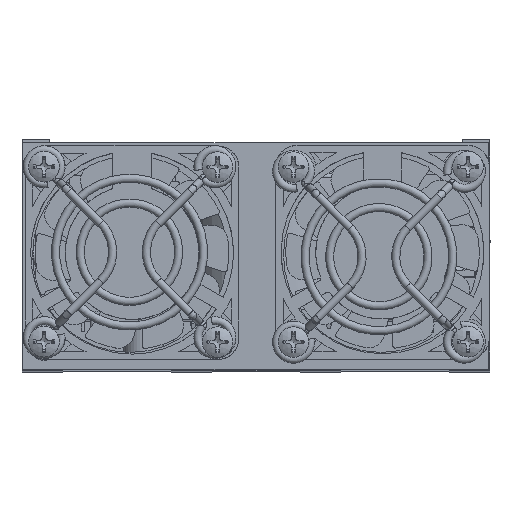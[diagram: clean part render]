
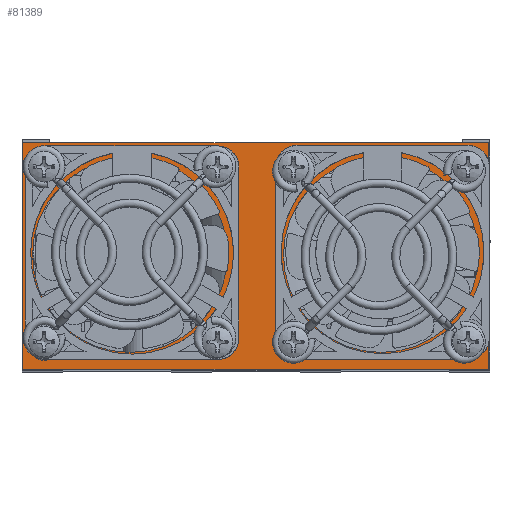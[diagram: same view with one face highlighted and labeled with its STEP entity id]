
A CAD part, top view. The second image highlights one B-rep face of the part: STEP entity #81389.
In plain terms, the highlighted planar face has unit normal (0, 0, 1).
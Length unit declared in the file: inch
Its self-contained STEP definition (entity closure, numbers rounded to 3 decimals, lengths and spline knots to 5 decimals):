
#80907=CARTESIAN_POINT('',(3.35875,0.844,0.063));
#80908=VERTEX_POINT('',#80907);
#80909=CARTESIAN_POINT('',(2.64,0.844,0.063));
#80910=DIRECTION('',(0.0,0.0,-1.0));
#80911=DIRECTION('',(-1.0,0.0,0.0));
#80912=AXIS2_PLACEMENT_3D('',#80909,#80910,#80911);
#80913=CIRCLE('',#80912,0.71875);
#80914=EDGE_CURVE('',#80908,#80908,#80913,.T.);
#80935=CARTESIAN_POINT('',(1.50875,0.844,0.063));
#80936=VERTEX_POINT('',#80935);
#80937=CARTESIAN_POINT('',(0.79,0.844,0.063));
#80938=DIRECTION('',(0.0,0.0,-1.0));
#80939=DIRECTION('',(-1.0,0.0,0.0));
#80940=AXIS2_PLACEMENT_3D('',#80937,#80938,#80939);
#80941=CIRCLE('',#80940,0.71875);
#80942=EDGE_CURVE('',#80936,#80936,#80941,.T.);
#80963=CARTESIAN_POINT('',(3.36694,0.18,0.063));
#80964=VERTEX_POINT('',#80963);
#80965=CARTESIAN_POINT('',(3.281,0.18,0.063));
#80966=DIRECTION('',(0.0,0.0,-1.0));
#80967=DIRECTION('',(-1.0,0.0,0.0));
#80968=AXIS2_PLACEMENT_3D('',#80965,#80966,#80967);
#80969=CIRCLE('',#80968,0.08594);
#80970=EDGE_CURVE('',#80964,#80964,#80969,.T.);
#80991=CARTESIAN_POINT('',(3.36694,1.492,0.063));
#80992=VERTEX_POINT('',#80991);
#80993=CARTESIAN_POINT('',(3.281,1.492,0.063));
#80994=DIRECTION('',(0.0,0.0,-1.0));
#80995=DIRECTION('',(-1.0,0.0,0.0));
#80996=AXIS2_PLACEMENT_3D('',#80993,#80994,#80995);
#80997=CIRCLE('',#80996,0.08594);
#80998=EDGE_CURVE('',#80992,#80992,#80997,.T.);
#81019=CARTESIAN_POINT('',(0.24194,0.18,0.063));
#81020=VERTEX_POINT('',#81019);
#81021=CARTESIAN_POINT('',(0.156,0.18,0.063));
#81022=DIRECTION('',(0.0,0.0,-1.0));
#81023=DIRECTION('',(-1.0,0.0,0.0));
#81024=AXIS2_PLACEMENT_3D('',#81021,#81022,#81023);
#81025=CIRCLE('',#81024,0.08594);
#81026=EDGE_CURVE('',#81020,#81020,#81025,.T.);
#81047=CARTESIAN_POINT('',(0.24194,1.492,0.063));
#81048=VERTEX_POINT('',#81047);
#81049=CARTESIAN_POINT('',(0.156,1.492,0.063));
#81050=DIRECTION('',(0.0,0.0,-1.0));
#81051=DIRECTION('',(-1.0,0.0,0.0));
#81052=AXIS2_PLACEMENT_3D('',#81049,#81050,#81051);
#81053=CIRCLE('',#81052,0.08594);
#81054=EDGE_CURVE('',#81048,#81048,#81053,.T.);
#81075=CARTESIAN_POINT('',(2.04969,0.199,0.063));
#81076=VERTEX_POINT('',#81075);
#81077=CARTESIAN_POINT('',(1.995,0.199,0.063));
#81078=DIRECTION('',(0.0,0.0,-1.0));
#81079=DIRECTION('',(-1.0,0.0,0.0));
#81080=AXIS2_PLACEMENT_3D('',#81077,#81078,#81079);
#81081=CIRCLE('',#81080,0.05469);
#81082=EDGE_CURVE('',#81076,#81076,#81081,.T.);
#81103=CARTESIAN_POINT('',(2.04969,1.489,0.063));
#81104=VERTEX_POINT('',#81103);
#81105=CARTESIAN_POINT('',(1.995,1.489,0.063));
#81106=DIRECTION('',(0.0,0.0,-1.0));
#81107=DIRECTION('',(-1.0,0.0,0.0));
#81108=AXIS2_PLACEMENT_3D('',#81105,#81106,#81107);
#81109=CIRCLE('',#81108,0.05469);
#81110=EDGE_CURVE('',#81104,#81104,#81109,.T.);
#81131=CARTESIAN_POINT('',(1.48969,0.199,0.063));
#81132=VERTEX_POINT('',#81131);
#81133=CARTESIAN_POINT('',(1.435,0.199,0.063));
#81134=DIRECTION('',(0.0,0.0,-1.0));
#81135=DIRECTION('',(-1.0,0.0,0.0));
#81136=AXIS2_PLACEMENT_3D('',#81133,#81134,#81135);
#81137=CIRCLE('',#81136,0.05469);
#81138=EDGE_CURVE('',#81132,#81132,#81137,.T.);
#81159=CARTESIAN_POINT('',(1.48969,1.489,0.063));
#81160=VERTEX_POINT('',#81159);
#81161=CARTESIAN_POINT('',(1.435,1.489,0.063));
#81162=DIRECTION('',(0.0,0.0,-1.0));
#81163=DIRECTION('',(-1.0,0.0,0.0));
#81164=AXIS2_PLACEMENT_3D('',#81161,#81162,#81163);
#81165=CIRCLE('',#81164,0.05469);
#81166=EDGE_CURVE('',#81160,#81160,#81165,.T.);
#81187=CARTESIAN_POINT('',(0.0,0.0,0.063));
#81188=VERTEX_POINT('',#81187);
#81189=CARTESIAN_POINT('',(0.,1.671,0.063));
#81190=VERTEX_POINT('',#81189);
#81191=CARTESIAN_POINT('',(0.0,0.0,0.063));
#81192=DIRECTION('',(0.0,1.0,0.0));
#81193=VECTOR('',#81192,1.671);
#81194=LINE('',#81191,#81193);
#81195=EDGE_CURVE('',#81188,#81190,#81194,.T.);
#81227=CARTESIAN_POINT('',(3.43,1.671,0.063));
#81228=VERTEX_POINT('',#81227);
#81229=CARTESIAN_POINT('',(0.,1.671,0.063));
#81230=DIRECTION('',(1.0,0.0,0.0));
#81231=VECTOR('',#81230,3.43);
#81232=LINE('',#81229,#81231);
#81233=EDGE_CURVE('',#81190,#81228,#81232,.T.);
#81258=CARTESIAN_POINT('',(3.43,0.0,0.063));
#81259=VERTEX_POINT('',#81258);
#81260=CARTESIAN_POINT('',(3.43,1.671,0.063));
#81261=DIRECTION('',(0.0,-1.0,0.0));
#81262=VECTOR('',#81261,1.671);
#81263=LINE('',#81260,#81262);
#81264=EDGE_CURVE('',#81228,#81259,#81263,.T.);
#81289=CARTESIAN_POINT('',(3.43,0.0,0.063));
#81290=DIRECTION('',(-1.0,0.0,0.0));
#81291=VECTOR('',#81290,3.43);
#81292=LINE('',#81289,#81291);
#81293=EDGE_CURVE('',#81259,#81188,#81292,.T.);
#81348=CARTESIAN_POINT('',(1.715,0.8355,0.063));
#81349=DIRECTION('',(0.0,0.0,1.0));
#81350=DIRECTION('',(1.0,0.0,0.0));
#81351=AXIS2_PLACEMENT_3D('',#81348,#81349,#81350);
#81352=PLANE('',#81351);
#81353=ORIENTED_EDGE('',*,*,#81195,.F.);
#81354=ORIENTED_EDGE('',*,*,#81293,.F.);
#81355=ORIENTED_EDGE('',*,*,#81264,.F.);
#81356=ORIENTED_EDGE('',*,*,#81233,.F.);
#81357=EDGE_LOOP('',(#81353,#81354,#81355,#81356));
#81358=FACE_OUTER_BOUND('',#81357,.T.);
#81359=ORIENTED_EDGE('',*,*,#80914,.T.);
#81360=EDGE_LOOP('',(#81359));
#81361=FACE_BOUND('',#81360,.T.);
#81362=ORIENTED_EDGE('',*,*,#80942,.T.);
#81363=EDGE_LOOP('',(#81362));
#81364=FACE_BOUND('',#81363,.T.);
#81365=ORIENTED_EDGE('',*,*,#80970,.T.);
#81366=EDGE_LOOP('',(#81365));
#81367=FACE_BOUND('',#81366,.T.);
#81368=ORIENTED_EDGE('',*,*,#80998,.T.);
#81369=EDGE_LOOP('',(#81368));
#81370=FACE_BOUND('',#81369,.T.);
#81371=ORIENTED_EDGE('',*,*,#81026,.T.);
#81372=EDGE_LOOP('',(#81371));
#81373=FACE_BOUND('',#81372,.T.);
#81374=ORIENTED_EDGE('',*,*,#81054,.T.);
#81375=EDGE_LOOP('',(#81374));
#81376=FACE_BOUND('',#81375,.T.);
#81377=ORIENTED_EDGE('',*,*,#81082,.T.);
#81378=EDGE_LOOP('',(#81377));
#81379=FACE_BOUND('',#81378,.T.);
#81380=ORIENTED_EDGE('',*,*,#81110,.T.);
#81381=EDGE_LOOP('',(#81380));
#81382=FACE_BOUND('',#81381,.T.);
#81383=ORIENTED_EDGE('',*,*,#81138,.T.);
#81384=EDGE_LOOP('',(#81383));
#81385=FACE_BOUND('',#81384,.T.);
#81386=ORIENTED_EDGE('',*,*,#81166,.T.);
#81387=EDGE_LOOP('',(#81386));
#81388=FACE_BOUND('',#81387,.T.);
#81389=ADVANCED_FACE('',(#81358,#81361,#81364,#81367,#81370,#81373,#81376,#81379,#81382,#81385,#81388),#81352,.T.);
